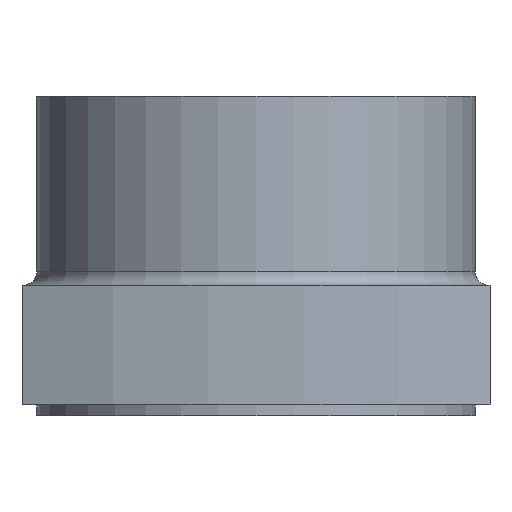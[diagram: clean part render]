
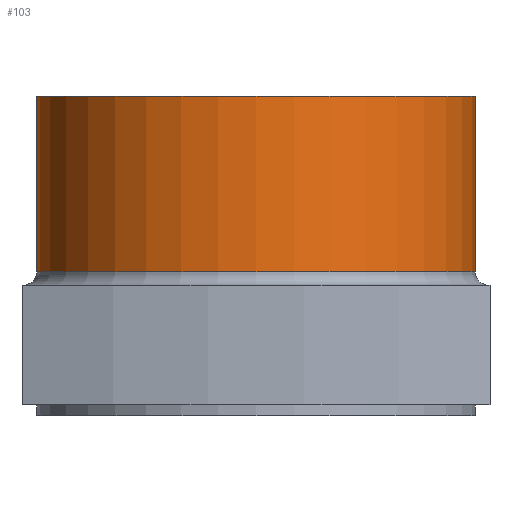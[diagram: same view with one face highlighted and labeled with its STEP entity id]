
A CAD part, front view. The second image highlights one B-rep face of the part: STEP entity #103.
In plain terms, the highlighted cylindrical face has radius 2.095 mm (diameter 4.191 mm), a full revolution.
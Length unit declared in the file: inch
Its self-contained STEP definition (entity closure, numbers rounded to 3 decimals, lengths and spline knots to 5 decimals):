
#12 = CARTESIAN_POINT ( 'NONE',  ( 0., 0., -0.243 ) ) ;
#13 = FACE_OUTER_BOUND ( 'NONE', #512, .T. ) ;
#41 = ORIENTED_EDGE ( 'NONE', *, *, #453, .F. ) ;
#70 = AXIS2_PLACEMENT_3D ( 'NONE', #12, #280, #147 ) ;
#103 = ADVANCED_FACE ( 'NONE', ( #13, #507 ), #117, .T. ) ;
#117 = CYLINDRICAL_SURFACE ( 'NONE', #70, 0.0825 ) ;
#118 = CIRCLE ( 'NONE', #334, 0.0825 ) ;
#147 = DIRECTION ( 'NONE',  ( 1., 0., 0. ) ) ;
#174 = ORIENTED_EDGE ( 'NONE', *, *, #545, .T. ) ;
#195 = DIRECTION ( 'NONE',  ( 0., 0., 1. ) ) ;
#196 = AXIS2_PLACEMENT_3D ( 'NONE', #286, #195, #426 ) ;
#203 = DIRECTION ( 'NONE',  ( -1., 0., 0. ) ) ;
#261 = VERTEX_POINT ( 'NONE', #434 ) ;
#280 = DIRECTION ( 'NONE',  ( 0., 0., 1. ) ) ;
#286 = CARTESIAN_POINT ( 'NONE',  ( 0., 0., 0.071 ) ) ;
#334 = AXIS2_PLACEMENT_3D ( 'NONE', #531, #388, #203 ) ;
#385 = CARTESIAN_POINT ( 'NONE',  ( 0.0825, 0., 0.071 ) ) ;
#388 = DIRECTION ( 'NONE',  ( 0., 0., 1. ) ) ;
#395 = VERTEX_POINT ( 'NONE', #385 ) ;
#426 = DIRECTION ( 'NONE',  ( 1., 0., 0. ) ) ;
#432 = CIRCLE ( 'NONE', #196, 0.0825 ) ;
#434 = CARTESIAN_POINT ( 'NONE',  ( -0.0825, 0., 0.005 ) ) ;
#453 = EDGE_CURVE ( 'NONE', #395, #395, #432, .T. ) ;
#507 = FACE_OUTER_BOUND ( 'NONE', #540, .T. ) ;
#512 = EDGE_LOOP ( 'NONE', ( #174 ) ) ;
#531 = CARTESIAN_POINT ( 'NONE',  ( 0., 0., 0.005 ) ) ;
#540 = EDGE_LOOP ( 'NONE', ( #41 ) ) ;
#545 = EDGE_CURVE ( 'NONE', #261, #261, #118, .T. ) ;
